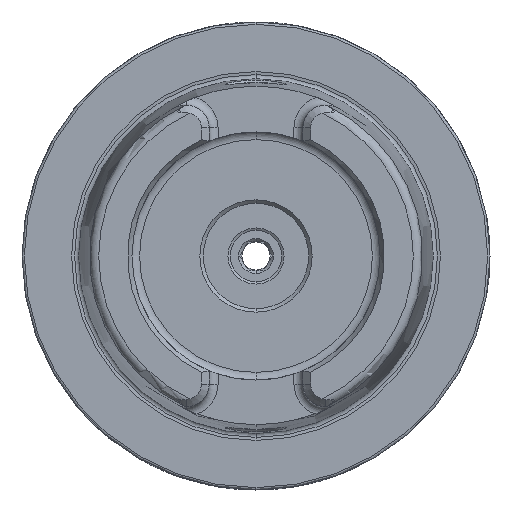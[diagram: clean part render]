
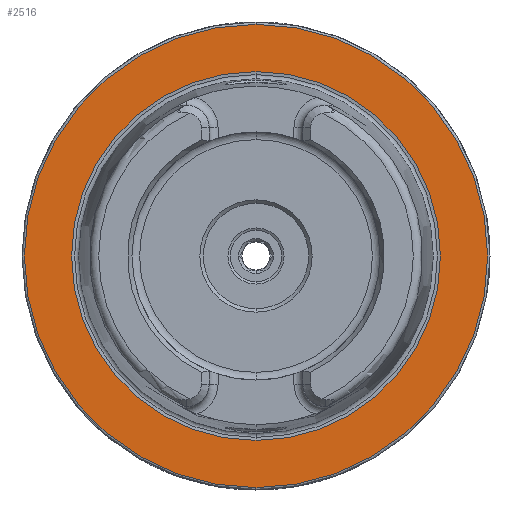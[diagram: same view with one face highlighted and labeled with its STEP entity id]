
A CAD part, left-side view. The second image highlights one B-rep face of the part: STEP entity #2516.
In plain terms, the highlighted planar face has unit normal (-1, 0, 0).
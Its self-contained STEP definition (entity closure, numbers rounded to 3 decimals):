
#325 = CARTESIAN_POINT ( 'NONE',  ( 0., 0., -39.405 ) ) ;
#402 = AXIS2_PLACEMENT_3D ( 'NONE', #8377, #8232, #8362 ) ;
#889 = EDGE_CURVE ( 'NONE', #6347, #8792, #6684, .T. ) ;
#1025 = CARTESIAN_POINT ( 'NONE',  ( 0., 0., 39.405 ) ) ;
#1103 = EDGE_CURVE ( 'NONE', #5350, #1121, #6462, .T. ) ;
#1121 = VERTEX_POINT ( 'NONE', #9638 ) ;
#1523 = CARTESIAN_POINT ( 'NONE',  ( 0., 0., 0. ) ) ;
#1585 = DIRECTION ( 'NONE',  ( -1., 0., 0. ) ) ;
#1641 = DIRECTION ( 'NONE',  ( 0., 0., 1. ) ) ;
#2078 = ORIENTED_EDGE ( 'NONE', *, *, #889, .F. ) ;
#2099 = ORIENTED_EDGE ( 'NONE', *, *, #6926, .F. ) ;
#2213 = ORIENTED_EDGE ( 'NONE', *, *, #6657, .T. ) ;
#2216 = ORIENTED_EDGE ( 'NONE', *, *, #1103, .T. ) ;
#2516 = ADVANCED_FACE ( 'NONE', ( #3866, #3876 ), #4186, .F. ) ;
#3866 = FACE_BOUND ( 'NONE', #8294, .T. ) ;
#3876 = FACE_OUTER_BOUND ( 'NONE', #7937, .T. ) ;
#4081 = DIRECTION ( 'NONE',  ( 0., 0., -1. ) ) ;
#4114 = DIRECTION ( 'NONE',  ( 1., 0., 0. ) ) ;
#4169 = CARTESIAN_POINT ( 'NONE',  ( 0., 49.5, 0. ) ) ;
#4186 = PLANE ( 'NONE',  #7332 ) ;
#5350 = VERTEX_POINT ( 'NONE', #7784 ) ;
#6347 = VERTEX_POINT ( 'NONE', #1025 ) ;
#6462 = CIRCLE ( 'NONE', #9259, 49.5 ) ;
#6657 = EDGE_CURVE ( 'NONE', #1121, #5350, #7761, .T. ) ;
#6684 = CIRCLE ( 'NONE', #9394, 39.405 ) ;
#6748 = AXIS2_PLACEMENT_3D ( 'NONE', #1523, #1585, #1641 ) ;
#6926 = EDGE_CURVE ( 'NONE', #8792, #6347, #7303, .T. ) ;
#7303 = CIRCLE ( 'NONE', #6748, 39.405 ) ;
#7332 = AXIS2_PLACEMENT_3D ( 'NONE', #4169, #4114, #4081 ) ;
#7761 = CIRCLE ( 'NONE', #402, 49.5 ) ;
#7784 = CARTESIAN_POINT ( 'NONE',  ( 0., 0., -49.5 ) ) ;
#7937 = EDGE_LOOP ( 'NONE', ( #2213, #2216 ) ) ;
#8232 = DIRECTION ( 'NONE',  ( -1., 0., 0. ) ) ;
#8294 = EDGE_LOOP ( 'NONE', ( #2078, #2099 ) ) ;
#8362 = DIRECTION ( 'NONE',  ( 0., 0., 1. ) ) ;
#8377 = CARTESIAN_POINT ( 'NONE',  ( 0., 0., 0. ) ) ;
#8792 = VERTEX_POINT ( 'NONE', #325 ) ;
#8830 = CARTESIAN_POINT ( 'NONE',  ( 0., 0., 0. ) ) ;
#8839 = DIRECTION ( 'NONE',  ( -1., 0., 0. ) ) ;
#8844 = DIRECTION ( 'NONE',  ( 0., 0., 1. ) ) ;
#9259 = AXIS2_PLACEMENT_3D ( 'NONE', #9840, #9843, #9855 ) ;
#9394 = AXIS2_PLACEMENT_3D ( 'NONE', #8830, #8839, #8844 ) ;
#9638 = CARTESIAN_POINT ( 'NONE',  ( 0., 0., 49.5 ) ) ;
#9840 = CARTESIAN_POINT ( 'NONE',  ( 0., 0., 0. ) ) ;
#9843 = DIRECTION ( 'NONE',  ( -1., 0., 0. ) ) ;
#9855 = DIRECTION ( 'NONE',  ( 0., 0., 1. ) ) ;
